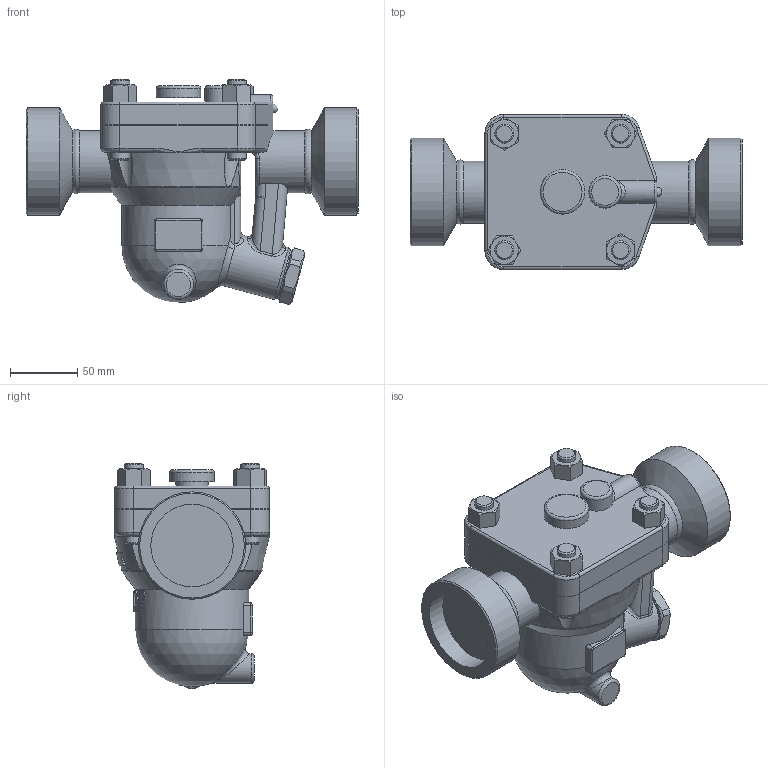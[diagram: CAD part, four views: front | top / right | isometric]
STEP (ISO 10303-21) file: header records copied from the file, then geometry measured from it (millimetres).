
FILE_DESCRIPTION((''),'2;1');
FILE_NAME('j5slx-050-sw000-00.stp','2010-08-05T16:39:17',('nakaot'),(''),'Autodesk Inventor 2008','Autodesk Inventor 2008','');
FILE_SCHEMA(('AUTOMOTIVE_DESIGN { 1 0 10303 214 1 1 1 1 }'));
Length unit declared in the file: millimetre
Products named in the file (1): j5slx-050-sw000-00
Bounding box: 246 x 115 x 166.92 mm (x, y, z)
Volume: 1630549.2 mm3; surface area: 150834.3 mm2
Topology: 2 solids, 3 shells, 320 faces, 774 edges, 483 vertices
Faces by surface type: plane 107, cylinder 81, bspline 66, cone 47, torus 17, sphere 2
Full cylindrical faces by diameter (mm): 14 x12, 22 x1, 24 x1, 33 x1, 38 x1, 40 x1, 46 x2, 61.1 x1, 79.5 x1, 80 x1
Entity records: 19655 total; most frequent: CARTESIAN_POINT 12917, ORIENTED_EDGE 1420, DIRECTION 1286, EDGE_CURVE 710, AXIS2_PLACEMENT_3D 536, VERTEX_POINT 470, EDGE_LOOP 404, FACE_OUTER_BOUND 318
